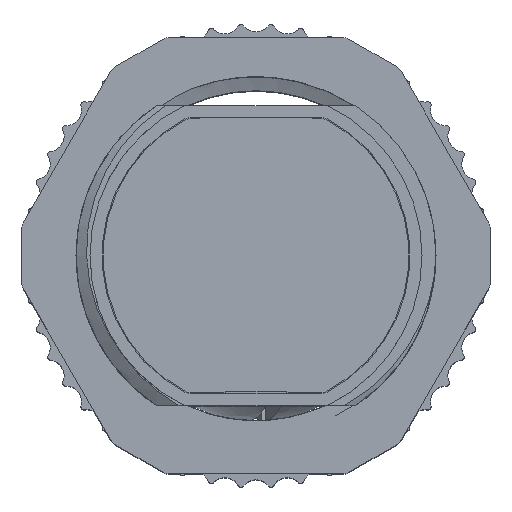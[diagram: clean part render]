
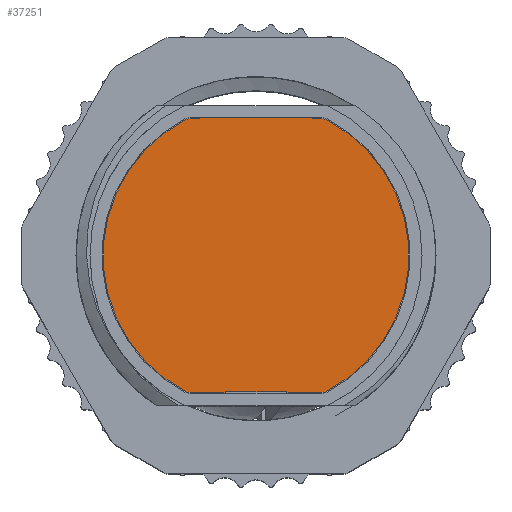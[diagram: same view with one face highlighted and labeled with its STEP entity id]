
A CAD part, top view. The second image highlights one B-rep face of the part: STEP entity #37251.
In plain terms, the highlighted planar face has unit normal (0, 0, 1).
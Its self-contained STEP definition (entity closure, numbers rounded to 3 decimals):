
#11015=DIRECTION('',(1.,0.,0.));
#11016=VECTOR('',#11015,5.509);
#11017=CARTESIAN_POINT('',(-17.343,18.475,-0.1));
#11018=LINE('',#11017,#11016);
#11027=CARTESIAN_POINT('',(-11.712,18.425,
-0.1));
#11043=CARTESIAN_POINT('',(-17.465,18.425,-0.1));
#11133=DIRECTION('',(1.,0.,0.));
#11134=VECTOR('',#11133,0.41);
#11135=CARTESIAN_POINT('',(-17.875,18.425,
-0.1));
#11136=LINE('',#11135,#11134);
#11137=CARTESIAN_POINT('',(-14.589,11.575,-0.1));
#11138=DIRECTION('',(0.,0.,-1.));
#11139=DIRECTION('',(-0.387,0.922,0.));
#11140=AXIS2_PLACEMENT_3D('',#11137,#11138,#11139);
#11142=CARTESIAN_POINT('',(-14.589,11.575,-0.1));
#11143=DIRECTION('',(0.,0.,-1.));
#11144=DIRECTION('',(0.371,0.929,0.));
#11145=AXIS2_PLACEMENT_3D('',#11142,#11143,#11144);
#11147=DIRECTION('',(1.,0.,0.));
#11148=VECTOR('',#11147,0.41);
#11149=CARTESIAN_POINT('',(-11.712,18.425,-0.1));
#11150=LINE('',#11149,#11148);
#11151=CARTESIAN_POINT('',(-11.302,18.425,
-0.1));
#11152=CARTESIAN_POINT('',(-11.275,18.425,
-0.1));
#11153=CARTESIAN_POINT('',(-11.223,18.42,
-0.1));
#11154=CARTESIAN_POINT('',(-11.145,18.401,
-0.1));
#11155=CARTESIAN_POINT('',(-11.096,18.381,
-0.1));
#11156=CARTESIAN_POINT('',(-11.072,18.369,
-0.1));
#11158=CARTESIAN_POINT('',(-14.589,11.575,
-0.1));
#11159=DIRECTION('',(0.,0.,-1.));
#11160=DIRECTION('',(0.46,0.888,0.));
#11161=AXIS2_PLACEMENT_3D('',#11158,#11159,#11160);
#11163=CARTESIAN_POINT('',(-11.072,4.78,
-0.1));
#11164=CARTESIAN_POINT('',(-11.096,4.768,
-0.1));
#11165=CARTESIAN_POINT('',(-11.145,4.748,
-0.1));
#11166=CARTESIAN_POINT('',(-11.223,4.729,
-0.1));
#11167=CARTESIAN_POINT('',(-11.275,4.725,
-0.1));
#11168=CARTESIAN_POINT('',(-11.302,4.725,
-0.1));
#11170=DIRECTION('',(-1.,0.,0.));
#11171=VECTOR('',#11170,1.736);
#11172=CARTESIAN_POINT('',(-11.302,4.725,
-0.1));
#11173=LINE('',#11172,#11171);
#11174=DIRECTION('',(-0.707,0.707,0.));
#11175=VECTOR('',#11174,0.042);
#11176=CARTESIAN_POINT('',(-13.039,4.725,
-0.1));
#11177=LINE('',#11176,#11175);
#11178=DIRECTION('',(-1.,0.,0.));
#11179=VECTOR('',#11178,3.04);
#11180=CARTESIAN_POINT('',(-13.069,4.755,
-0.1));
#11181=LINE('',#11180,#11179);
#11182=DIRECTION('',(-0.707,-0.707,0.));
#11183=VECTOR('',#11182,0.042);
#11184=CARTESIAN_POINT('',(-16.109,4.755,
-0.1));
#11185=LINE('',#11184,#11183);
#11186=DIRECTION('',(-1.,0.,0.));
#11187=VECTOR('',#11186,1.736);
#11188=CARTESIAN_POINT('',(-16.139,4.725,
-0.1));
#11189=LINE('',#11188,#11187);
#11190=CARTESIAN_POINT('',(-17.875,4.725,
-0.1));
#11191=CARTESIAN_POINT('',(-17.902,4.725,
-0.1));
#11192=CARTESIAN_POINT('',(-17.954,4.729,
-0.1));
#11193=CARTESIAN_POINT('',(-18.032,4.748,
-0.1));
#11194=CARTESIAN_POINT('',(-18.081,4.768,
-0.1));
#11195=CARTESIAN_POINT('',(-18.105,4.78,
-0.1));
#11197=CARTESIAN_POINT('',(-14.589,11.575,
-0.1));
#11198=DIRECTION('',(0.,0.,-1.));
#11199=DIRECTION('',(-0.46,-0.888,0.));
#11200=AXIS2_PLACEMENT_3D('',#11197,#11198,#11199);
#11202=CARTESIAN_POINT('',(-18.105,18.369,
-0.1));
#11203=CARTESIAN_POINT('',(-18.081,18.381,
-0.1));
#11204=CARTESIAN_POINT('',(-18.032,18.401,
-0.1));
#11205=CARTESIAN_POINT('',(-17.954,18.42,
-0.1));
#11206=CARTESIAN_POINT('',(-17.902,18.425,
-0.1));
#11207=CARTESIAN_POINT('',(-17.875,18.425,
-0.1));
#11303=CARTESIAN_POINT('',(-18.105,18.369,
-0.1));
#11305=CARTESIAN_POINT('',(-18.105,4.78,
-0.1));
#13601=CARTESIAN_POINT('',(-16.139,4.725,
-0.1));
#13602=CARTESIAN_POINT('',(-17.875,4.725,
-0.1));
#13603=VERTEX_POINT('',#13601);
#13604=VERTEX_POINT('',#13602);
#13605=CARTESIAN_POINT('',(-11.302,4.725,
-0.1));
#13606=CARTESIAN_POINT('',(-13.039,4.725,
-0.1));
#13607=VERTEX_POINT('',#13605);
#13608=VERTEX_POINT('',#13606);
#13609=CARTESIAN_POINT('',(-13.069,4.755,
-0.1));
#13610=VERTEX_POINT('',#13609);
#13611=CARTESIAN_POINT('',(-16.109,4.755,
-0.1));
#13612=VERTEX_POINT('',#13611);
#13613=VERTEX_POINT('',#11151);
#13614=VERTEX_POINT('',#11156);
#13615=VERTEX_POINT('',#11163);
#14190=VERTEX_POINT('',#11305);
#14191=VERTEX_POINT('',#11303);
#14192=CARTESIAN_POINT('',(-17.875,18.425,
-0.1));
#14193=VERTEX_POINT('',#14192);
#15594=VERTEX_POINT('',#11027);
#15597=VERTEX_POINT('',#11043);
#15606=CARTESIAN_POINT('',(-11.834,18.475,-0.1));
#15607=VERTEX_POINT('',#15606);
#15608=CARTESIAN_POINT('',(-17.343,18.475,-0.1));
#15609=VERTEX_POINT('',#15608);
#37217=CARTESIAN_POINT('',(-14.589,11.575,-0.1));
#37218=DIRECTION('',(0.,0.,1.));
#37219=DIRECTION('',(-1.,0.,0.));
#37220=AXIS2_PLACEMENT_3D('',#37217,#37218,#37219);
#37221=PLANE('',#37220);
#37222=ORIENTED_EDGE('',*,*,#37068,.T.);
#37223=ORIENTED_EDGE('',*,*,#37212,.T.);
#37224=ORIENTED_EDGE('',*,*,#37016,.T.);
#37225=ORIENTED_EDGE('',*,*,#37038,.T.);
#37226=ORIENTED_EDGE('',*,*,#37056,.T.);
#37228=ORIENTED_EDGE('',*,*,#37227,.T.);
#37230=ORIENTED_EDGE('',*,*,#37229,.T.);
#37232=ORIENTED_EDGE('',*,*,#37231,.T.);
#37234=ORIENTED_EDGE('',*,*,#37233,.T.);
#37236=ORIENTED_EDGE('',*,*,#37235,.T.);
#37238=ORIENTED_EDGE('',*,*,#37237,.T.);
#37240=ORIENTED_EDGE('',*,*,#37239,.T.);
#37242=ORIENTED_EDGE('',*,*,#37241,.T.);
#37244=ORIENTED_EDGE('',*,*,#37243,.T.);
#37246=ORIENTED_EDGE('',*,*,#37245,.T.);
#37248=ORIENTED_EDGE('',*,*,#37247,.T.);
#37249=EDGE_LOOP('',(#37222,#37223,#37224,#37225,#37226,#37228,#37230,#37232,
#37234,#37236,#37238,#37240,#37242,#37244,#37246,#37248));
#37250=FACE_OUTER_BOUND('',#37249,.F.);
#37251=ADVANCED_FACE('',(#37250),#37221,.T.);
#11141=CIRCLE('',#11140,7.429);
#11146=CIRCLE('',#11145,7.429);
#11157=B_SPLINE_CURVE_WITH_KNOTS('',3,(#11151,#11152,#11153,#11154,#11155,
#11156),.UNSPECIFIED.,.F.,.F.,(4,1,1,4),(0.,0.333,
0.667,1.),.UNSPECIFIED.);
#11162=CIRCLE('',#11161,7.65);
#11169=B_SPLINE_CURVE_WITH_KNOTS('',3,(#11163,#11164,#11165,#11166,#11167,
#11168),.UNSPECIFIED.,.F.,.F.,(4,1,1,4),(0.,0.333,
0.667,1.),.UNSPECIFIED.);
#11196=B_SPLINE_CURVE_WITH_KNOTS('',3,(#11190,#11191,#11192,#11193,#11194,
#11195),.UNSPECIFIED.,.F.,.F.,(4,1,1,4),(0.,0.333,
0.667,1.),.UNSPECIFIED.);
#11201=CIRCLE('',#11200,7.65);
#11208=B_SPLINE_CURVE_WITH_KNOTS('',3,(#11202,#11203,#11204,#11205,#11206,
#11207),.UNSPECIFIED.,.F.,.F.,(4,1,1,4),(0.,0.333,
0.667,1.),.UNSPECIFIED.);
#37016=EDGE_CURVE('',#15609,#15607,#11018,.T.);
#37038=EDGE_CURVE('',#15607,#15594,#11146,.T.);
#37056=EDGE_CURVE('',#15594,#13613,#11150,.T.);
#37068=EDGE_CURVE('',#14193,#15597,#11136,.T.);
#37212=EDGE_CURVE('',#15597,#15609,#11141,.T.);
#37227=EDGE_CURVE('',#13613,#13614,#11157,.T.);
#37229=EDGE_CURVE('',#13614,#13615,#11162,.T.);
#37231=EDGE_CURVE('',#13615,#13607,#11169,.T.);
#37233=EDGE_CURVE('',#13607,#13608,#11173,.T.);
#37235=EDGE_CURVE('',#13608,#13610,#11177,.T.);
#37237=EDGE_CURVE('',#13610,#13612,#11181,.T.);
#37239=EDGE_CURVE('',#13612,#13603,#11185,.T.);
#37241=EDGE_CURVE('',#13603,#13604,#11189,.T.);
#37243=EDGE_CURVE('',#13604,#14190,#11196,.T.);
#37245=EDGE_CURVE('',#14190,#14191,#11201,.T.);
#37247=EDGE_CURVE('',#14191,#14193,#11208,.T.);
